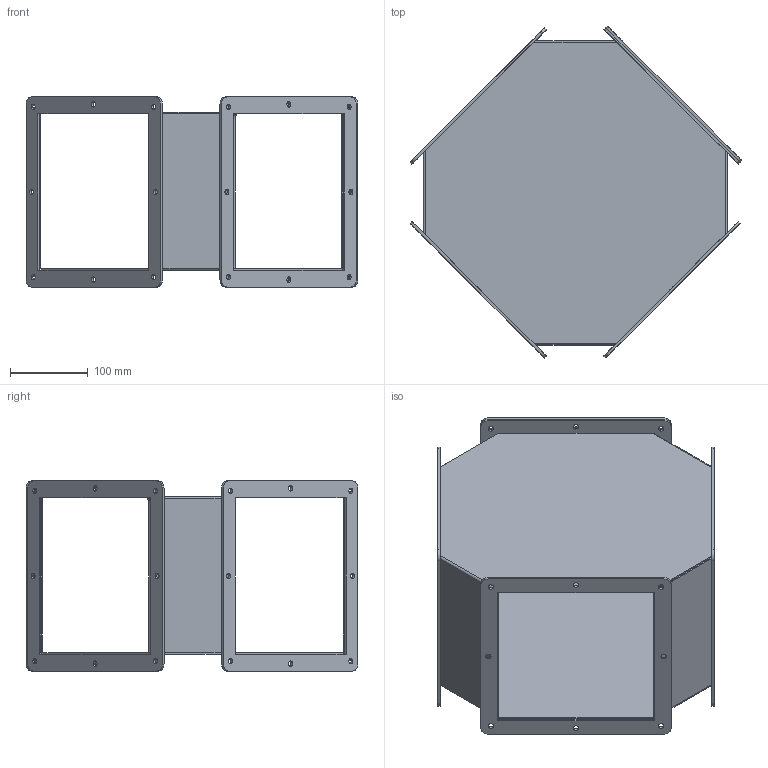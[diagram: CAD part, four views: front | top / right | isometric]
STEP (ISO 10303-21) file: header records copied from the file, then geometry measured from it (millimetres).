
FILE_DESCRIPTION (( 'STEP AP203' ), '1' );
FILE_NAME ('1487EY.step', '2024-04-25T14:43:55', ( '' ), ( '' ), 'SwSTEP 2.0', 'SolidWorks 2023', '' );
FILE_SCHEMA (( 'CONFIG_CONTROL_DESIGN' ));
Length unit declared in the file: inch
Products named in the file (1): 1487EY
Bounding box: 426.56 x 426.56 x 244.47 mm (x, y, z)
Volume: 857347.1 mm3; surface area: 838128 mm2
Topology: 7 solids, 7 shells, 206 faces, 560 edges, 368 vertices
Faces by surface type: cylinder 112, plane 86, bspline 8
Entity records: 6999 total; most frequent: CARTESIAN_POINT 1383, DIRECTION 1166, ORIENTED_EDGE 1120, EDGE_CURVE 560, AXIS2_PLACEMENT_3D 423, VERTEX_POINT 368, VECTOR 320, LINE 320
